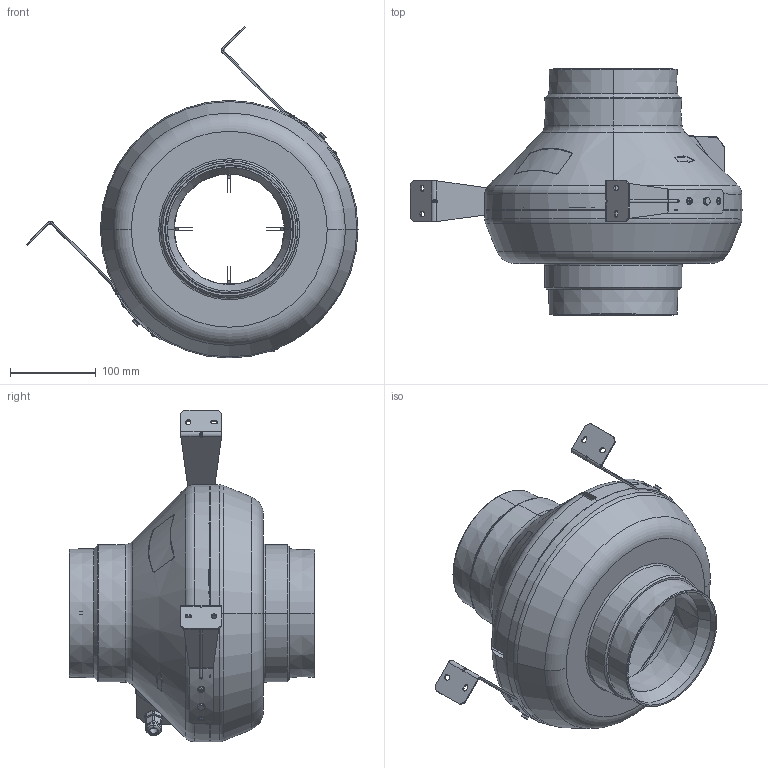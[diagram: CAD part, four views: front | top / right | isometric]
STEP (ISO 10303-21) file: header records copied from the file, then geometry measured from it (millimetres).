
FILE_DESCRIPTION (( 'STEP AP203' ), '1' );
FILE_NAME ('VK150.STEP', '2015-04-23T07:13:51', ( 'KB7' ), ( '' ), 'SwSTEP 2.0', 'SolidWorks 2013', '' );
FILE_SCHEMA (( 'CONFIG_CONTROL_DESIGN' ));
Length unit declared in the file: millimetre
Products named in the file (1): VK150
Bounding box: 386.77 x 286.5 x 386.77 mm (x, y, z)
Surface area: 516365.2 mm2 (no closed solid volume)
Topology: 0 solids, 36 shells, 478 faces, 1838 edges, 1350 vertices
Faces by surface type: plane 175, cylinder 152, cone 88, torus 33, sphere 22, bspline 8
Entity records: 24032 total; most frequent: CARTESIAN_POINT 9539, DIRECTION 2827, ORIENTED_EDGE 2804, EDGE_CURVE 1830, VERTEX_POINT 1350, AXIS2_PLACEMENT_3D 1068, VECTOR 691, LINE 691
